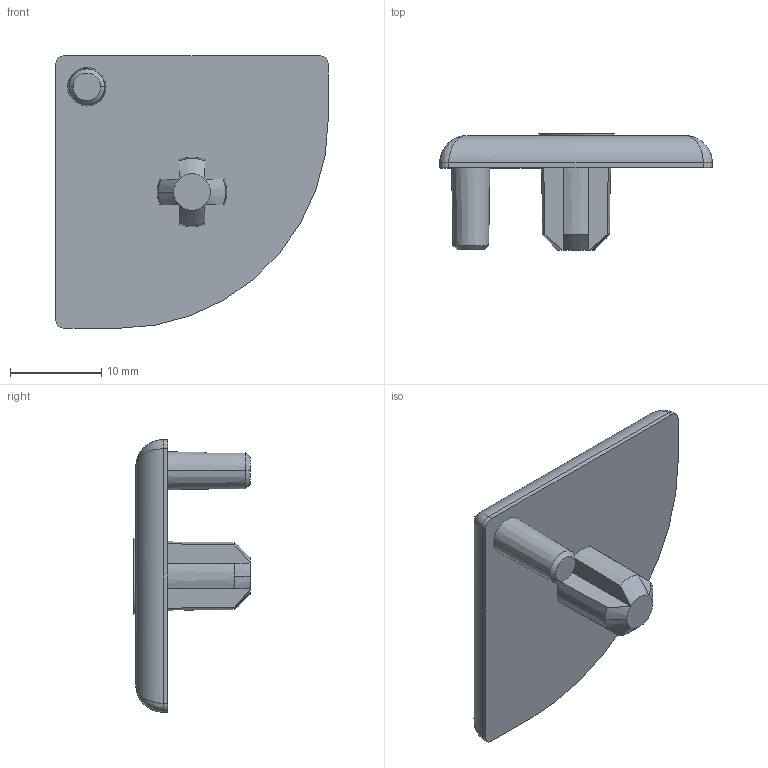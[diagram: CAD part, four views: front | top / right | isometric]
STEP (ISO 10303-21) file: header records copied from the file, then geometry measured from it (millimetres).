
FILE_DESCRIPTION((''),'2;1');
FILE_NAME('12129_POKROV_PRO_PA_30X30_R_SIV','2022-09-19T08:14:04',('PredragRovcanin'),('Audax d.o.o.'),'CREO PARAMETRIC BY PTC INC, 2020281','CREO PARAMETRIC BY PTC INC, 2020281','');
FILE_SCHEMA(('AP242_MANAGED_MODEL_BASED_3D_ENGINEERING_MIM_LF { 1 0 10303 442 1 1 4 }'));
Length unit declared in the file: millimetre
Products named in the file (1): 12129_POKROV_PRO_PA_30X30_R_SIV
Bounding box: 29.8 x 12.7 x 29.8 mm (x, y, z)
Volume: 2911.4 mm3; surface area: 2129.9 mm2
Topology: 1 solids, 1 shells, 52 faces, 117 edges, 75 vertices
Faces by surface type: plane 21, cone 13, cylinder 10, extrusion 4, bspline 3, torus 1
Entity records: 2593 total; most frequent: CARTESIAN_POINT 652, COLOUR_RGB 322, ORIENTED_EDGE 228, DIRECTION 220, PRESENTATION_STYLE_ASSIGNMENT 119, STYLED_ITEM 119, CURVE_STYLE 118, EDGE_CURVE 114
